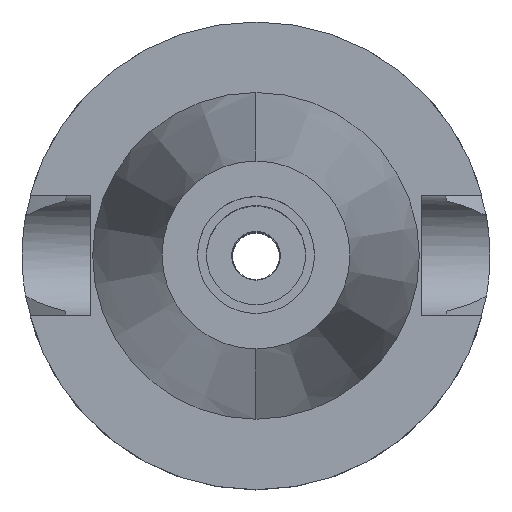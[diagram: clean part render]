
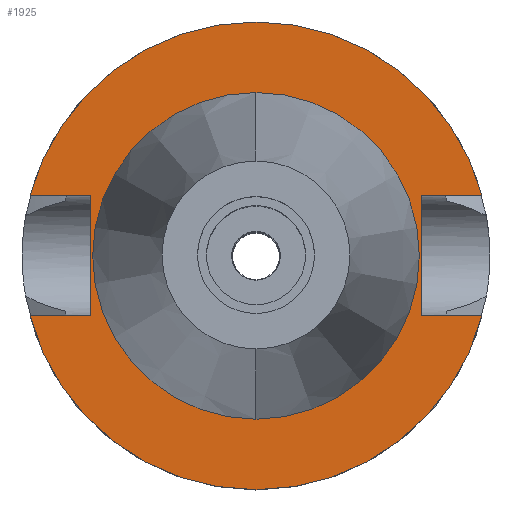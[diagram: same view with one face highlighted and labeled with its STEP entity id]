
A CAD part, top view. The second image highlights one B-rep face of the part: STEP entity #1925.
In plain terms, the highlighted planar face has unit normal (0, 0, 1).
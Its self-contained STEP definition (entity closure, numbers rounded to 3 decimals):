
#721=DIRECTION('',(1.,0.,0.));
#722=VECTOR('',#721,12.921);
#723=CARTESIAN_POINT('',(35.4,12.85,-1.5));
#724=LINE('',#723,#722);
#768=DIRECTION('',(0.,1.,0.));
#769=VECTOR('',#768,25.7);
#770=CARTESIAN_POINT('',(-35.4,-12.85,-1.5));
#771=LINE('',#770,#769);
#775=DIRECTION('',(-1.,0.,0.));
#776=VECTOR('',#775,12.921);
#777=CARTESIAN_POINT('',(-35.4,12.85,-1.5));
#778=LINE('',#777,#776);
#782=CARTESIAN_POINT('',(0.,0.,-1.5));
#783=DIRECTION('',(0.,0.,-1.));
#784=DIRECTION('',(-0.966,0.257,0.));
#785=AXIS2_PLACEMENT_3D('',#782,#783,#784);
#790=CARTESIAN_POINT('',(0.,0.,-1.5));
#791=DIRECTION('',(0.,0.,-1.));
#792=DIRECTION('',(0.,1.,0.));
#793=AXIS2_PLACEMENT_3D('',#790,#791,#792);
#798=DIRECTION('',(0.,-1.,0.));
#799=VECTOR('',#798,25.7);
#800=CARTESIAN_POINT('',(35.4,12.85,-1.5));
#801=LINE('',#800,#799);
#805=DIRECTION('',(1.,0.,0.));
#806=VECTOR('',#805,12.921);
#807=CARTESIAN_POINT('',(35.4,-12.85,-1.5));
#808=LINE('',#807,#806);
#812=CARTESIAN_POINT('',(0.,0.,-1.5));
#813=DIRECTION('',(0.,0.,-1.));
#814=DIRECTION('',(0.966,-0.257,0.));
#815=AXIS2_PLACEMENT_3D('',#812,#813,#814);
#820=CARTESIAN_POINT('',(0.,0.,-1.5));
#821=DIRECTION('',(0.,0.,-1.));
#822=DIRECTION('',(0.,-1.,0.));
#823=AXIS2_PLACEMENT_3D('',#820,#821,#822);
#828=CARTESIAN_POINT('',(0.,0.,-1.5));
#829=DIRECTION('',(0.,0.,1.));
#830=DIRECTION('',(0.,-1.,0.));
#831=AXIS2_PLACEMENT_3D('',#828,#829,#830);
#836=CARTESIAN_POINT('',(0.,0.,-1.5));
#837=DIRECTION('',(0.,0.,1.));
#838=DIRECTION('',(0.,1.,0.));
#839=AXIS2_PLACEMENT_3D('',#836,#837,#838);
#874=DIRECTION('',(-1.,0.,0.));
#875=VECTOR('',#874,12.921);
#876=CARTESIAN_POINT('',(-35.4,-12.85,-1.5));
#877=LINE('',#876,#875);
#1240=CARTESIAN_POINT('',(-35.4,-12.85,-1.5));
#1241=VERTEX_POINT('',#1240);
#1242=CARTESIAN_POINT('',(-48.321,-12.85,-1.5));
#1243=VERTEX_POINT('',#1242);
#1246=CARTESIAN_POINT('',(-35.4,12.85,-1.5));
#1247=VERTEX_POINT('',#1246);
#1248=CARTESIAN_POINT('',(-48.321,12.85,-1.5));
#1249=VERTEX_POINT('',#1248);
#1250=CARTESIAN_POINT('',(0.,50.,-1.5));
#1251=CARTESIAN_POINT('',(48.321,12.85,-1.5));
#1252=VERTEX_POINT('',#1250);
#1253=VERTEX_POINT('',#1251);
#1254=CARTESIAN_POINT('',(35.4,12.85,-1.5));
#1255=VERTEX_POINT('',#1254);
#1256=CARTESIAN_POINT('',(35.4,-12.85,-1.5));
#1257=VERTEX_POINT('',#1256);
#1258=CARTESIAN_POINT('',(48.321,-12.85,-1.5));
#1259=VERTEX_POINT('',#1258);
#1260=CARTESIAN_POINT('',(0.,-50.,-1.5));
#1261=VERTEX_POINT('',#1260);
#1262=CARTESIAN_POINT('',(0.,-34.925,-1.5));
#1263=CARTESIAN_POINT('',(0.,34.925,-1.5));
#1264=VERTEX_POINT('',#1262);
#1265=VERTEX_POINT('',#1263);
#1894=CARTESIAN_POINT('',(0.,0.,-1.5));
#1895=DIRECTION('',(0.,0.,-1.));
#1896=DIRECTION('',(0.,-1.,0.));
#1897=AXIS2_PLACEMENT_3D('',#1894,#1895,#1896);
#1898=PLANE('',#1897);
#1900=ORIENTED_EDGE('',*,*,#1899,.T.);
#1902=ORIENTED_EDGE('',*,*,#1901,.T.);
#1904=ORIENTED_EDGE('',*,*,#1903,.T.);
#1906=ORIENTED_EDGE('',*,*,#1905,.T.);
#1907=ORIENTED_EDGE('',*,*,#1870,.F.);
#1908=ORIENTED_EDGE('',*,*,#1884,.T.);
#1910=ORIENTED_EDGE('',*,*,#1909,.T.);
#1912=ORIENTED_EDGE('',*,*,#1911,.T.);
#1914=ORIENTED_EDGE('',*,*,#1913,.T.);
#1916=ORIENTED_EDGE('',*,*,#1915,.F.);
#1917=EDGE_LOOP('',(#1900,#1902,#1904,#1906,#1907,#1908,#1910,#1912,#1914,
#1916));
#1918=FACE_OUTER_BOUND('',#1917,.F.);
#1920=ORIENTED_EDGE('',*,*,#1919,.T.);
#1922=ORIENTED_EDGE('',*,*,#1921,.T.);
#1923=EDGE_LOOP('',(#1920,#1922));
#1924=FACE_BOUND('',#1923,.F.);
#786=CIRCLE('',#785,50.);
#794=CIRCLE('',#793,50.);
#816=CIRCLE('',#815,50.);
#824=CIRCLE('',#823,50.);
#832=CIRCLE('',#831,34.925);
#840=CIRCLE('',#839,34.925);
#1870=EDGE_CURVE('',#1255,#1253,#724,.T.);
#1884=EDGE_CURVE('',#1255,#1257,#801,.T.);
#1899=EDGE_CURVE('',#1241,#1247,#771,.T.);
#1901=EDGE_CURVE('',#1247,#1249,#778,.T.);
#1903=EDGE_CURVE('',#1249,#1252,#786,.T.);
#1905=EDGE_CURVE('',#1252,#1253,#794,.T.);
#1909=EDGE_CURVE('',#1257,#1259,#808,.T.);
#1911=EDGE_CURVE('',#1259,#1261,#816,.T.);
#1913=EDGE_CURVE('',#1261,#1243,#824,.T.);
#1915=EDGE_CURVE('',#1241,#1243,#877,.T.);
#1919=EDGE_CURVE('',#1264,#1265,#832,.T.);
#1921=EDGE_CURVE('',#1265,#1264,#840,.T.);
#1925=ADVANCED_FACE('',(#1918,#1924),#1898,.F.);
